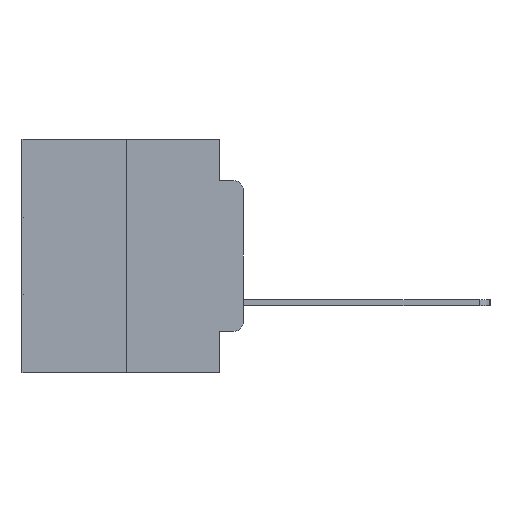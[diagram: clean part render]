
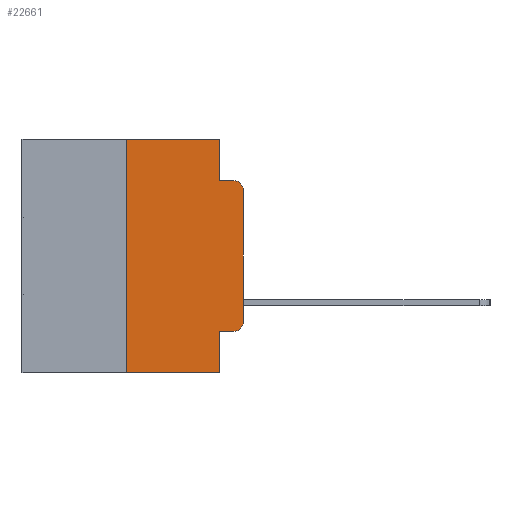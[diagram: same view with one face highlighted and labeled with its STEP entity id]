
A CAD part, left-side view. The second image highlights one B-rep face of the part: STEP entity #22661.
In plain terms, the highlighted planar face has unit normal (-1, 0, 0).
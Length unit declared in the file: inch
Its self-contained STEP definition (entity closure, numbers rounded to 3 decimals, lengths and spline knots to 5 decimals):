
#24 = CARTESIAN_POINT ( 'NONE',  ( 0., 0.473, 0. ) ) ;
#407 = VECTOR ( 'NONE', #22214, 39.37008 ) ;
#1256 = CIRCLE ( 'NONE', #9131, 0.02 ) ;
#1513 = CARTESIAN_POINT ( 'NONE',  ( 0., 0., -0.3915 ) ) ;
#1610 = VERTEX_POINT ( 'NONE', #1513 ) ;
#1614 = ORIENTED_EDGE ( 'NONE', *, *, #13455, .F. ) ;
#1793 = LINE ( 'NONE', #22131, #407 ) ;
#1816 = CARTESIAN_POINT ( 'NONE',  ( 0., 0.051, -0.4115 ) ) ;
#2233 = DIRECTION ( 'NONE',  ( 0., 0., -1. ) ) ;
#2631 = CARTESIAN_POINT ( 'NONE',  ( 0., 0.051, -0.0885 ) ) ;
#2931 = ORIENTED_EDGE ( 'NONE', *, *, #8197, .T. ) ;
#3459 = DIRECTION ( 'NONE',  ( 0., -1., 0. ) ) ;
#3621 = FACE_OUTER_BOUND ( 'NONE', #19420, .T. ) ;
#3671 = LINE ( 'NONE', #9584, #19739 ) ;
#3808 = VERTEX_POINT ( 'NONE', #8670 ) ;
#3847 = EDGE_CURVE ( 'NONE', #11134, #7972, #5578, .T. ) ;
#3999 = CARTESIAN_POINT ( 'NONE',  ( 0., 0.051, -0.0885 ) ) ;
#4357 = VERTEX_POINT ( 'NONE', #25481 ) ;
#4435 = DIRECTION ( 'NONE',  ( 0., -1., 0. ) ) ;
#5071 = CARTESIAN_POINT ( 'NONE',  ( 0., 0.051, 0. ) ) ;
#5294 = EDGE_CURVE ( 'NONE', #5593, #7972, #26079, .T. ) ;
#5578 = LINE ( 'NONE', #2631, #16165 ) ;
#5593 = VERTEX_POINT ( 'NONE', #17472 ) ;
#5640 = VERTEX_POINT ( 'NONE', #5071 ) ;
#7647 = DIRECTION ( 'NONE',  ( 0., -1., 0. ) ) ;
#7972 = VERTEX_POINT ( 'NONE', #25443 ) ;
#8114 = DIRECTION ( 'NONE',  ( -1., 0., 0. ) ) ;
#8197 = EDGE_CURVE ( 'NONE', #1610, #5593, #1793, .T. ) ;
#8670 = CARTESIAN_POINT ( 'NONE',  ( 0., 0.25, 0. ) ) ;
#9131 = AXIS2_PLACEMENT_3D ( 'NONE', #9230, #23516, #11350 ) ;
#9196 = DIRECTION ( 'NONE',  ( 0., 0., -1. ) ) ;
#9199 = VERTEX_POINT ( 'NONE', #17257 ) ;
#9230 = CARTESIAN_POINT ( 'NONE',  ( 0., 0.02, -0.3915 ) ) ;
#9389 = ORIENTED_EDGE ( 'NONE', *, *, #21160, .F. ) ;
#9464 = LINE ( 'NONE', #22222, #19167 ) ;
#9584 = CARTESIAN_POINT ( 'NONE',  ( 0., 0.051, 0. ) ) ;
#10056 = ORIENTED_EDGE ( 'NONE', *, *, #19815, .T. ) ;
#11037 = LINE ( 'NONE', #15999, #21277 ) ;
#11134 = VERTEX_POINT ( 'NONE', #3999 ) ;
#11350 = DIRECTION ( 'NONE',  ( 0., 0., -1. ) ) ;
#11370 = ORIENTED_EDGE ( 'NONE', *, *, #15756, .T. ) ;
#11933 = VECTOR ( 'NONE', #9196, 39.37008 ) ;
#12105 = DIRECTION ( 'NONE',  ( 0., -1., 0. ) ) ;
#13455 = EDGE_CURVE ( 'NONE', #3808, #5640, #9464, .T. ) ;
#13897 = ORIENTED_EDGE ( 'NONE', *, *, #23825, .F. ) ;
#14903 = PLANE ( 'NONE',  #17602 ) ;
#15000 = DIRECTION ( 'NONE',  ( 1., 0., 0. ) ) ;
#15574 = ORIENTED_EDGE ( 'NONE', *, *, #3847, .F. ) ;
#15756 = EDGE_CURVE ( 'NONE', #16381, #1610, #1256, .T. ) ;
#15999 = CARTESIAN_POINT ( 'NONE',  ( 0., 0.473, -0.5 ) ) ;
#16165 = VECTOR ( 'NONE', #4435, 39.37008 ) ;
#16270 = DIRECTION ( 'NONE',  ( 0., 0., 1. ) ) ;
#16381 = VERTEX_POINT ( 'NONE', #21755 ) ;
#17257 = CARTESIAN_POINT ( 'NONE',  ( 0., 0.051, -0.5 ) ) ;
#17414 = LINE ( 'NONE', #21489, #11933 ) ;
#17472 = CARTESIAN_POINT ( 'NONE',  ( 0., 0., -0.1085 ) ) ;
#17602 = AXIS2_PLACEMENT_3D ( 'NONE', #24, #15000, #2233 ) ;
#17612 = VECTOR ( 'NONE', #3459, 39.37008 ) ;
#17826 = DIRECTION ( 'NONE',  ( 0., 0., -1. ) ) ;
#19167 = VECTOR ( 'NONE', #12105, 39.37008 ) ;
#19420 = EDGE_LOOP ( 'NONE', ( #2931, #20315, #15574, #13897, #1614, #23758, #24398, #9389, #10056, #11370 ) ) ;
#19450 = AXIS2_PLACEMENT_3D ( 'NONE', #20494, #8114, #22473 ) ;
#19739 = VECTOR ( 'NONE', #17826, 39.37008 ) ;
#19815 = EDGE_CURVE ( 'NONE', #23699, #16381, #22932, .T. ) ;
#20020 = LINE ( 'NONE', #24157, #24706 ) ;
#20315 = ORIENTED_EDGE ( 'NONE', *, *, #5294, .T. ) ;
#20494 = CARTESIAN_POINT ( 'NONE',  ( 0., 0.02, -0.1085 ) ) ;
#21160 = EDGE_CURVE ( 'NONE', #23699, #9199, #3671, .T. ) ;
#21277 = VECTOR ( 'NONE', #7647, 39.37008 ) ;
#21489 = CARTESIAN_POINT ( 'NONE',  ( 0., 0.051, 0. ) ) ;
#21755 = CARTESIAN_POINT ( 'NONE',  ( 0., 0.02, -0.4115 ) ) ;
#22131 = CARTESIAN_POINT ( 'NONE',  ( 0., 0., 0. ) ) ;
#22214 = DIRECTION ( 'NONE',  ( 0., 0., 1. ) ) ;
#22222 = CARTESIAN_POINT ( 'NONE',  ( 0., 0.473, 0. ) ) ;
#22404 = EDGE_CURVE ( 'NONE', #4357, #9199, #11037, .T. ) ;
#22470 = EDGE_CURVE ( 'NONE', #4357, #3808, #20020, .T. ) ;
#22473 = DIRECTION ( 'NONE',  ( 0., 0., -1. ) ) ;
#22661 = ADVANCED_FACE ( 'NONE', ( #3621 ), #14903, .F. ) ;
#22932 = LINE ( 'NONE', #24316, #17612 ) ;
#23516 = DIRECTION ( 'NONE',  ( -1., 0., 0. ) ) ;
#23699 = VERTEX_POINT ( 'NONE', #1816 ) ;
#23758 = ORIENTED_EDGE ( 'NONE', *, *, #22470, .F. ) ;
#23825 = EDGE_CURVE ( 'NONE', #5640, #11134, #17414, .T. ) ;
#24157 = CARTESIAN_POINT ( 'NONE',  ( 0., 0.25, 0. ) ) ;
#24316 = CARTESIAN_POINT ( 'NONE',  ( 0., 0.051, -0.4115 ) ) ;
#24398 = ORIENTED_EDGE ( 'NONE', *, *, #22404, .T. ) ;
#24706 = VECTOR ( 'NONE', #16270, 39.37008 ) ;
#25443 = CARTESIAN_POINT ( 'NONE',  ( 0., 0.02, -0.0885 ) ) ;
#25481 = CARTESIAN_POINT ( 'NONE',  ( 0., 0.25, -0.5 ) ) ;
#26079 = CIRCLE ( 'NONE', #19450, 0.02 ) ;
